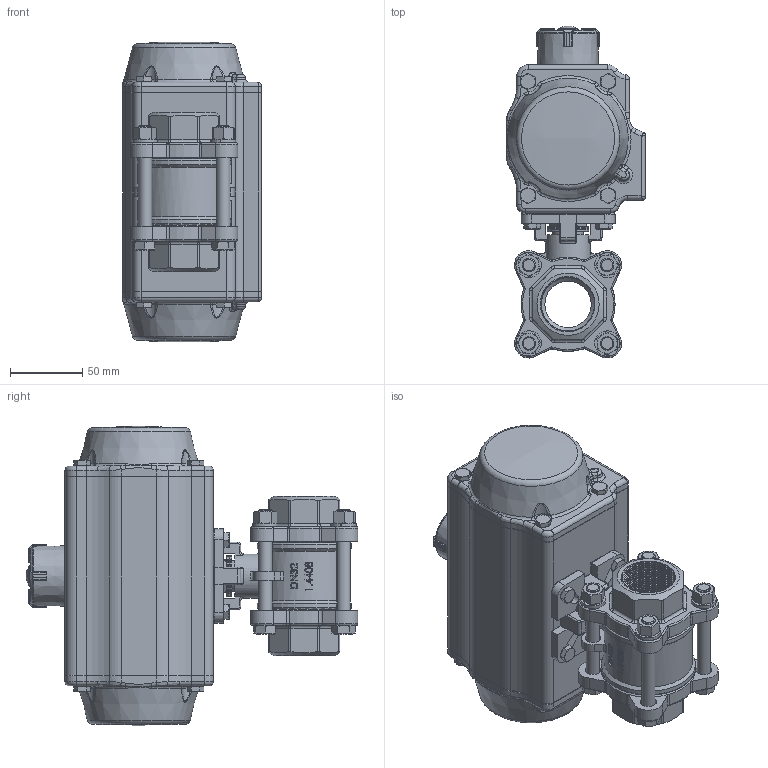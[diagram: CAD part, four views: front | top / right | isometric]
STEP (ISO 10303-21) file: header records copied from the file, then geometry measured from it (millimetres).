
FILE_DESCRIPTION(/* description */ ('Unknown'),/* implementation_level */ '2;1');
FILE_NAME(/* name */ 'FR03 9323-07',/* time_stamp */ '2022-10-25T08:51:58+02:00',/* author */ ('Unknown'),/* organization */ ('Unknown'),/* preprocessor_version */ 'ST-DEVELOPER v16.7',/* originating_system */ 'Solid Edge',/* authorisation */ 'Unknown');
FILE_SCHEMA (('AUTOMOTIVE_DESIGN {1 0 10303 214 3 1 1}'));
Products named in the file (11): FR52-8.112.032; 8.112.032; DW04_FR03_(DW70_FR52); ____; ________(___________; _____________; ______; hex head bolts-full thread grade c gb_GB_FASTENER_BOLT_HHBFTC M6X20-N; cup head nib bolts with large head gb_GB_FASTENER_BOLT_CHNBW M6X25-N; KP-75; DIN 933 M6x16 A2-70 BLK_EDST
Assembly tree (22 placements, depth 4):
  FR52-8.112.032
    8.112.032
    DW04_FR03_(DW70_FR52)
      ____
        ________(___________  x2
        _____________  x2
        ______
      hex head bolts-full thread grade c gb_GB_FASTENER_BOLT_HHBFTC M6X20-N  x8
      cup head nib bolts with large head gb_GB_FASTENER_BOLT_CHNBW M6X25-N
      KP-75
    DIN 933 M6x16 A2-70 BLK_EDST  x4
Bounding box: 96 x 229.43 x 206.95 mm (x, y, z)
Volume: 1866676.3 mm3; surface area: 190537 mm2
Topology: 20 solids, 20 shells, 1892 faces, 4794 edges, 2979 vertices
Faces by surface type: plane 694, cylinder 538, bspline 267, cone 206, torus 170, sphere 17
Full cylindrical faces by diameter (mm): 3 x18, 3.3 x8, 4.2 x8, 4.66 x1, 5 x13, 6 x13, 6.2 x1, 6.8 x4, 8.8 x2, 9.34 x8, 10 x4, 10.5 x2, 11 x8, 21.4 x1, 21.8 x1, 24 x1, 24.6 x1, 28.58 x2, 31 x1, 32 x3, 33 x1, 38.5 x1, 65 x2
Entity records: 78886 total; most frequent: CARTESIAN_POINT 43266, ORIENTED_EDGE 7576, DIRECTION 6777, EDGE_CURVE 3788, AXIS2_PLACEMENT_3D 2585, VERTEX_POINT 2499, FACE_BOUND 1851, EDGE_LOOP 1824
